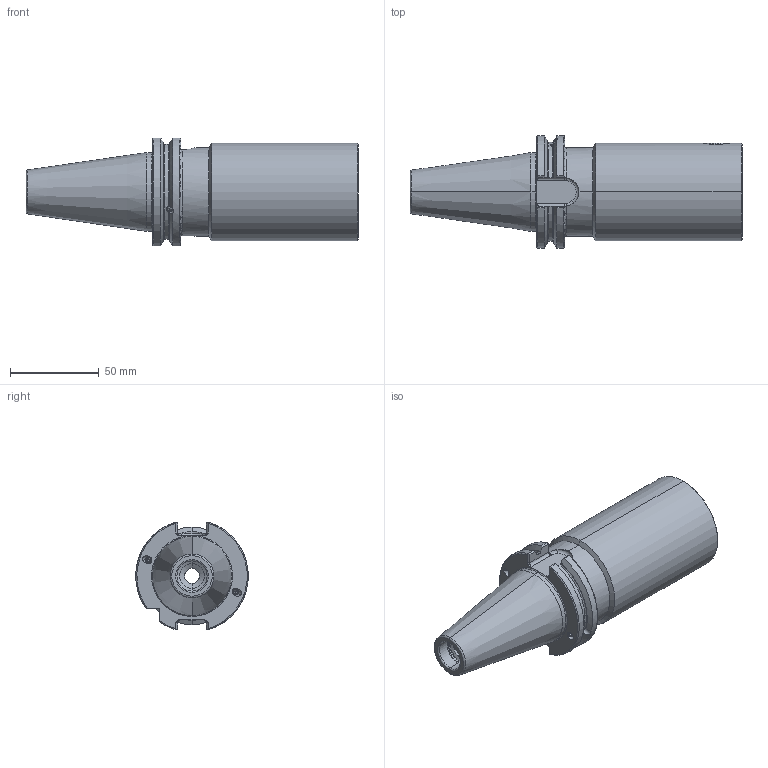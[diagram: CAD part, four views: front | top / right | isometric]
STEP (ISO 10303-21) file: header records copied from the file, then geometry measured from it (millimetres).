
FILE_DESCRIPTION (( 'STEP AP203' ), '1' );
FILE_NAME ('102.425.552.STEP', '2018-03-09T14:28:26', ( 'SWIAdmin' ), ( 'Hewlett-Packard Company' ), 'SwSTEP 2.0', 'SolidWorks 2017', '' );
FILE_SCHEMA (( 'CONFIG_CONTROL_DESIGN' ));
Length unit declared in the file: millimetre
Products named in the file (5): 102.425.552; SB4-MB5.K01.119_D_mit Bundk”lung; MB5-ER1.001.017_A; ISO 4026 - M4 x 5_PreviewCfg; KVT_MB_600_040
Assembly tree (6 placements, depth 2):
  102.425.552
    SB4-MB5.K01.119_D_mit Bundk”lung
    MB5-ER1.001.017_A
    ISO 4026 - M4 x 5_PreviewCfg  x2
    KVT_MB_600_040  x2
Bounding box: 187.35 x 63.5 x 60.94 mm (x, y, z)
Volume: 304918.9 mm3; surface area: 44244.8 mm2
Topology: 8 solids, 8 shells, 318 faces, 772 edges, 461 vertices
Faces by surface type: cone 100, cylinder 96, plane 81, torus 33, bspline 4, sphere 4
Entity records: 9350 total; most frequent: CARTESIAN_POINT 2507, DIRECTION 1330, ORIENTED_EDGE 1328, EDGE_CURVE 664, AXIS2_PLACEMENT_3D 530, VERTEX_POINT 402, EDGE_LOOP 286, ADVANCED_FACE 271
